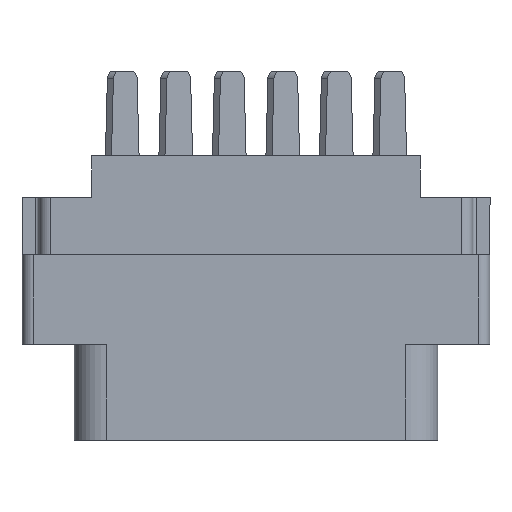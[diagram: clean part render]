
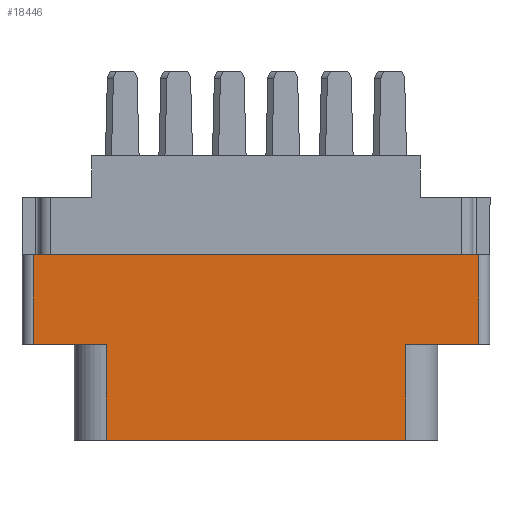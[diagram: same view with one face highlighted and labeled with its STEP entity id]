
A CAD part, front view. The second image highlights one B-rep face of the part: STEP entity #18446.
In plain terms, the highlighted planar face has unit normal (0, -1, 0).
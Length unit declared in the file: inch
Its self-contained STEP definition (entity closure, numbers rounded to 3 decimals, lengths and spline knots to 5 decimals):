
#123 = DIRECTION ( 'NONE',  ( 0., -1., 0. ) ) ;
#504 = CARTESIAN_POINT ( 'NONE',  ( -0.42, -0.343, -0.798 ) ) ;
#623 = LINE ( 'NONE', #5027, #12900 ) ;
#1823 = EDGE_CURVE ( 'NONE', #10236, #9464, #12386, .T. ) ;
#2125 = DIRECTION ( 'NONE',  ( 1., 0., 0. ) ) ;
#3497 = VECTOR ( 'NONE', #6098, 39.37008 ) ;
#3527 = CARTESIAN_POINT ( 'NONE',  ( -0.624, -0.343, -0.798 ) ) ;
#4089 = ORIENTED_EDGE ( 'NONE', *, *, #1823, .T. ) ;
#4287 = LINE ( 'NONE', #10594, #3497 ) ;
#4798 = EDGE_CURVE ( 'NONE', #16117, #15626, #18710, .T. ) ;
#4908 = LINE ( 'NONE', #13905, #10305 ) ;
#5027 = CARTESIAN_POINT ( 'NONE',  ( 0., -0.343, -0.529 ) ) ;
#5135 = CARTESIAN_POINT ( 'NONE',  ( 0.42, -0.343, -0.798 ) ) ;
#5821 = AXIS2_PLACEMENT_3D ( 'NONE', #13825, #123, #11331 ) ;
#6098 = DIRECTION ( 'NONE',  ( -1., 0., 0. ) ) ;
#6209 = VERTEX_POINT ( 'NONE', #11816 ) ;
#6336 = CARTESIAN_POINT ( 'NONE',  ( -0.624, -0.343, -0.277 ) ) ;
#6432 = EDGE_CURVE ( 'NONE', #6209, #7342, #17393, .T. ) ;
#6571 = DIRECTION ( 'NONE',  ( 0., 0., -1. ) ) ;
#6628 = DIRECTION ( 'NONE',  ( 0., 0., 1. ) ) ;
#6907 = ORIENTED_EDGE ( 'NONE', *, *, #18874, .F. ) ;
#7092 = CARTESIAN_POINT ( 'NONE',  ( -0.624, -0.343, -0.529 ) ) ;
#7342 = VERTEX_POINT ( 'NONE', #5135 ) ;
#7544 = ORIENTED_EDGE ( 'NONE', *, *, #11411, .T. ) ;
#7737 = PLANE ( 'NONE',  #5821 ) ;
#7940 = CARTESIAN_POINT ( 'NONE',  ( 0.624, -0.343, -0.277 ) ) ;
#7969 = CARTESIAN_POINT ( 'NONE',  ( -0.42, -0.343, -0.529 ) ) ;
#8009 = CARTESIAN_POINT ( 'NONE',  ( 0.42, -0.343, -0.529 ) ) ;
#9087 = DIRECTION ( 'NONE',  ( 0., 0., 1. ) ) ;
#9096 = VECTOR ( 'NONE', #19228, 39.37008 ) ;
#9464 = VERTEX_POINT ( 'NONE', #7940 ) ;
#9579 = EDGE_CURVE ( 'NONE', #10236, #6209, #4287, .T. ) ;
#10058 = CARTESIAN_POINT ( 'NONE',  ( -0.624, -0.343, -0.798 ) ) ;
#10236 = VERTEX_POINT ( 'NONE', #16149 ) ;
#10305 = VECTOR ( 'NONE', #11010, 39.37008 ) ;
#10594 = CARTESIAN_POINT ( 'NONE',  ( 0., -0.343, -0.529 ) ) ;
#10876 = LINE ( 'NONE', #7969, #17394 ) ;
#11004 = ORIENTED_EDGE ( 'NONE', *, *, #11629, .T. ) ;
#11010 = DIRECTION ( 'NONE',  ( 1., 0., 0. ) ) ;
#11117 = ORIENTED_EDGE ( 'NONE', *, *, #6432, .F. ) ;
#11306 = DIRECTION ( 'NONE',  ( 0., 0., -1. ) ) ;
#11331 = DIRECTION ( 'NONE',  ( 0., 0., -1. ) ) ;
#11411 = EDGE_CURVE ( 'NONE', #14396, #18865, #10876, .T. ) ;
#11629 = EDGE_CURVE ( 'NONE', #18865, #7342, #16057, .T. ) ;
#11816 = CARTESIAN_POINT ( 'NONE',  ( 0.42, -0.343, -0.529 ) ) ;
#11876 = EDGE_LOOP ( 'NONE', ( #7544, #11004, #11117, #15248, #4089, #6907, #12368, #17730 ) ) ;
#11995 = VECTOR ( 'NONE', #6628, 39.37008 ) ;
#12368 = ORIENTED_EDGE ( 'NONE', *, *, #4798, .F. ) ;
#12386 = LINE ( 'NONE', #12488, #12497 ) ;
#12488 = CARTESIAN_POINT ( 'NONE',  ( 0.624, -0.343, -0.798 ) ) ;
#12497 = VECTOR ( 'NONE', #9087, 39.37008 ) ;
#12900 = VECTOR ( 'NONE', #2125, 39.37008 ) ;
#13523 = FACE_OUTER_BOUND ( 'NONE', #11876, .T. ) ;
#13825 = CARTESIAN_POINT ( 'NONE',  ( -0.624, -0.343, -0.798 ) ) ;
#13905 = CARTESIAN_POINT ( 'NONE',  ( -0.656, -0.343, -0.277 ) ) ;
#14396 = VERTEX_POINT ( 'NONE', #14592 ) ;
#14592 = CARTESIAN_POINT ( 'NONE',  ( -0.42, -0.343, -0.529 ) ) ;
#15248 = ORIENTED_EDGE ( 'NONE', *, *, #9579, .F. ) ;
#15626 = VERTEX_POINT ( 'NONE', #6336 ) ;
#15651 = EDGE_CURVE ( 'NONE', #16117, #14396, #623, .T. ) ;
#16057 = LINE ( 'NONE', #10058, #9096 ) ;
#16117 = VERTEX_POINT ( 'NONE', #7092 ) ;
#16149 = CARTESIAN_POINT ( 'NONE',  ( 0.624, -0.343, -0.529 ) ) ;
#17393 = LINE ( 'NONE', #8009, #19118 ) ;
#17394 = VECTOR ( 'NONE', #6571, 39.37008 ) ;
#17730 = ORIENTED_EDGE ( 'NONE', *, *, #15651, .T. ) ;
#18446 = ADVANCED_FACE ( 'NONE', ( #13523 ), #7737, .T. ) ;
#18710 = LINE ( 'NONE', #3527, #11995 ) ;
#18865 = VERTEX_POINT ( 'NONE', #504 ) ;
#18874 = EDGE_CURVE ( 'NONE', #15626, #9464, #4908, .T. ) ;
#19118 = VECTOR ( 'NONE', #11306, 39.37008 ) ;
#19228 = DIRECTION ( 'NONE',  ( 1., 0., 0. ) ) ;
